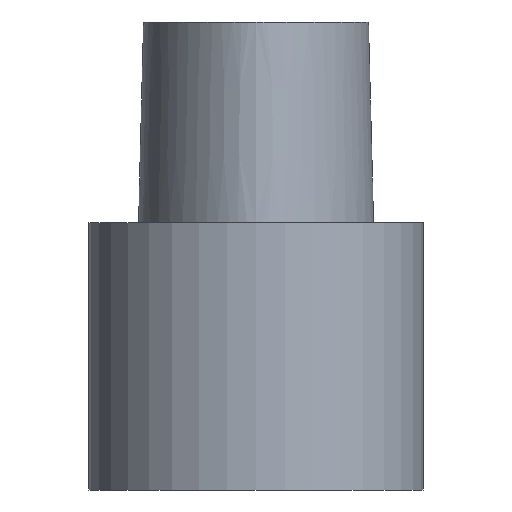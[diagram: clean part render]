
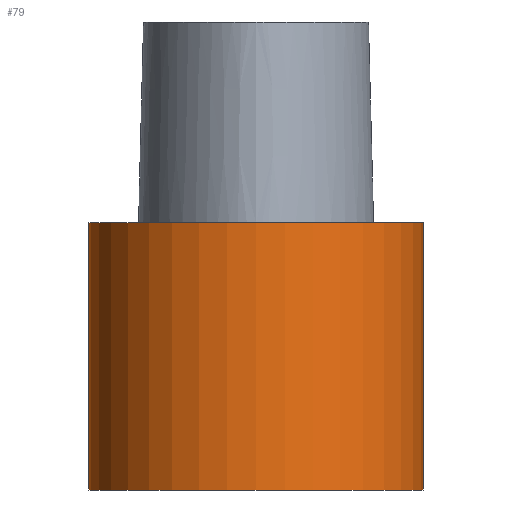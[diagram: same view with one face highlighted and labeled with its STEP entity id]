
A CAD part, front view. The second image highlights one B-rep face of the part: STEP entity #79.
In plain terms, the highlighted cylindrical face has radius 24.99 mm (diameter 49.98 mm), a full revolution.
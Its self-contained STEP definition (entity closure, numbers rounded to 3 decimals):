
#79=ADVANCED_FACE('',(#90,#91),#92,.T.);
#90=FACE_BOUND('',#485,.T.);
#91=FACE_BOUND('',#486,.T.);
#92=CYLINDRICAL_SURFACE('',#487,24.99);
#485=EDGE_LOOP('',(#505));
#486=EDGE_LOOP('',(#506));
#487=AXIS2_PLACEMENT_3D('',#507,#508,#509);
#505=ORIENTED_EDGE('',*,*,#513,.F.);
#506=ORIENTED_EDGE('',*,*,#514,.T.);
#507=CARTESIAN_POINT('',(0.,0.,-20.0));
#508=DIRECTION('',(0.,0.,1.0));
#509=DIRECTION('',(0.,1.0,0.));
#513=EDGE_CURVE('',#520,#520,#521,.T.);
#514=EDGE_CURVE('',#522,#522,#523,.T.);
#520=VERTEX_POINT('',#675);
#521=CIRCLE('',#676,24.99);
#522=VERTEX_POINT('',#677);
#523=CIRCLE('',#678,24.99);
#675=CARTESIAN_POINT('',(0.,24.99,-40.0));
#676=AXIS2_PLACEMENT_3D('',#679,#680,#681);
#677=CARTESIAN_POINT('',(0.,24.99,0.));
#678=AXIS2_PLACEMENT_3D('',#682,#683,#684);
#679=CARTESIAN_POINT('',(0.,0.,-40.0));
#680=DIRECTION('',(0.,0.,-1.0));
#681=DIRECTION('',(0.,1.0,0.));
#682=CARTESIAN_POINT('',(0.0,0.0,0.0));
#683=DIRECTION('',(0.,0.,-1.0));
#684=DIRECTION('',(0.,1.0,0.));
